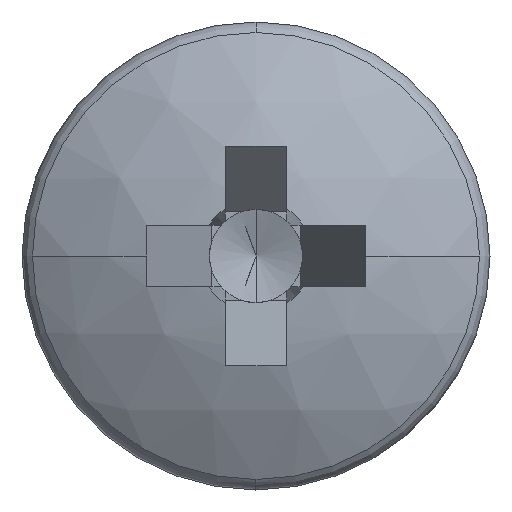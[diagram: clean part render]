
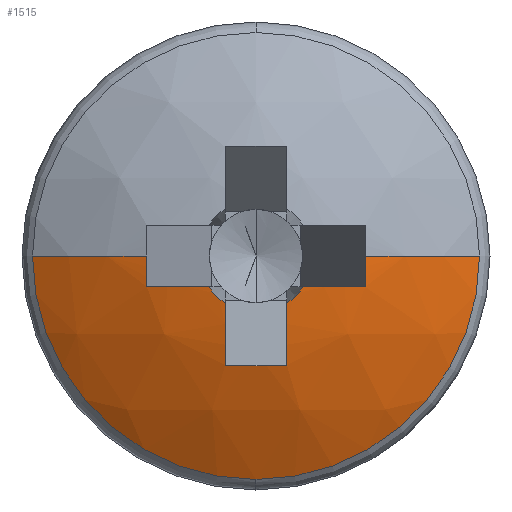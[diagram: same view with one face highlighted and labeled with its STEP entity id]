
A CAD part, left-side view. The second image highlights one B-rep face of the part: STEP entity #1515.
In plain terms, the highlighted spherical face has radius 5 mm.
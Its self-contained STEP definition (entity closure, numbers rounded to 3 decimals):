
#8 = EDGE_CURVE ( 'NONE', #5633, #1557, #8870, .T. ) ;
#130 = CIRCLE ( 'NONE', #8529, 4.903 ) ;
#158 = DIRECTION ( 'NONE',  ( -1., 0., 0. ) ) ;
#168 = ORIENTED_EDGE ( 'NONE', *, *, #2157, .F. ) ;
#224 = CIRCLE ( 'NONE', #2998, 2.674 ) ;
#234 = ORIENTED_EDGE ( 'NONE', *, *, #1917, .T. ) ;
#255 = AXIS2_PLACEMENT_3D ( 'NONE', #2181, #6271, #6234 ) ;
#339 = CARTESIAN_POINT ( 'NONE',  ( 5., 0., 0. ) ) ;
#602 = CIRCLE ( 'NONE', #9421, 4.903 ) ;
#856 = DIRECTION ( 'NONE',  ( 0.446, -0.895, 0. ) ) ;
#909 = AXIS2_PLACEMENT_3D ( 'NONE', #1530, #2345, #7298 ) ;
#939 = ORIENTED_EDGE ( 'NONE', *, *, #1659, .T. ) ;
#1128 = DIRECTION ( 'NONE',  ( 0., 0., -1. ) ) ;
#1164 = CIRCLE ( 'NONE', #4635, 4.986 ) ;
#1291 = CARTESIAN_POINT ( 'NONE',  ( 0.188, -0.37, -1.306 ) ) ;
#1369 = AXIS2_PLACEMENT_3D ( 'NONE', #2551, #3366, #9070 ) ;
#1403 = CARTESIAN_POINT ( 'NONE',  ( 0.775, 0., 0. ) ) ;
#1491 = CARTESIAN_POINT ( 'NONE',  ( 0.775, -2.674, 0. ) ) ;
#1515 = ADVANCED_FACE ( 'NONE', ( #4231 ), #7437, .T. ) ;
#1530 = CARTESIAN_POINT ( 'NONE',  ( 0.046, 0., 0. ) ) ;
#1557 = VERTEX_POINT ( 'NONE', #7124 ) ;
#1640 = CARTESIAN_POINT ( 'NONE',  ( 0.175, 1.313, 0. ) ) ;
#1659 = EDGE_CURVE ( 'NONE', #7291, #7771, #130, .T. ) ;
#1836 = VERTEX_POINT ( 'NONE', #5949 ) ;
#1851 = DIRECTION ( 'NONE',  ( 0., -1., 0. ) ) ;
#1917 = EDGE_CURVE ( 'NONE', #2404, #7945, #2875, .T. ) ;
#2038 = DIRECTION ( 'NONE',  ( 0., 0., 1. ) ) ;
#2157 = EDGE_CURVE ( 'NONE', #4026, #7391, #7619, .T. ) ;
#2165 = CIRCLE ( 'NONE', #9095, 0.675 ) ;
#2181 = CARTESIAN_POINT ( 'NONE',  ( 5., 0., -0.37 ) ) ;
#2184 = ORIENTED_EDGE ( 'NONE', *, *, #8, .T. ) ;
#2226 = VERTEX_POINT ( 'NONE', #6668 ) ;
#2345 = DIRECTION ( 'NONE',  ( -1., 0., 0. ) ) ;
#2389 = CARTESIAN_POINT ( 'NONE',  ( 4.564, -0.875, 0. ) ) ;
#2404 = VERTEX_POINT ( 'NONE', #1491 ) ;
#2531 = VERTEX_POINT ( 'NONE', #7162 ) ;
#2551 = CARTESIAN_POINT ( 'NONE',  ( 0.775, 0., 0. ) ) ;
#2653 = EDGE_CURVE ( 'NONE', #10269, #2531, #224, .T. ) ;
#2850 = AXIS2_PLACEMENT_3D ( 'NONE', #6980, #5228, #2038 ) ;
#2875 = CIRCLE ( 'NONE', #6056, 5. ) ;
#2968 = EDGE_CURVE ( 'NONE', #7047, #2226, #6673, .T. ) ;
#2998 = AXIS2_PLACEMENT_3D ( 'NONE', #1403, #7085, #5335 ) ;
#3046 = EDGE_LOOP ( 'NONE', ( #4357, #4896, #234, #3311, #10305, #6841, #5251, #2184, #8623, #168, #5301, #939, #10400 ) ) ;
#3232 = EDGE_CURVE ( 'NONE', #10269, #7771, #3620, .T. ) ;
#3311 = ORIENTED_EDGE ( 'NONE', *, *, #3639, .T. ) ;
#3331 = CIRCLE ( 'NONE', #255, 4.986 ) ;
#3366 = DIRECTION ( 'NONE',  ( -1., 0., 0. ) ) ;
#3395 = CARTESIAN_POINT ( 'NONE',  ( 0.046, 0.565, -0.37 ) ) ;
#3563 = CARTESIAN_POINT ( 'NONE',  ( 0.046, 0.37, -0.565 ) ) ;
#3585 = DIRECTION ( 'NONE',  ( 0., 0., 1. ) ) ;
#3620 = CIRCLE ( 'NONE', #5882, 5. ) ;
#3639 = EDGE_CURVE ( 'NONE', #7945, #2226, #602, .T. ) ;
#4026 = VERTEX_POINT ( 'NONE', #3395 ) ;
#4127 = DIRECTION ( 'NONE',  ( -0.895, 0.446, 0. ) ) ;
#4231 = FACE_OUTER_BOUND ( 'NONE', #3046, .T. ) ;
#4357 = ORIENTED_EDGE ( 'NONE', *, *, #2653, .T. ) ;
#4385 = DIRECTION ( 'NONE',  ( 0., 1., 0. ) ) ;
#4489 = DIRECTION ( 'NONE',  ( 0., 0., -1. ) ) ;
#4599 = EDGE_CURVE ( 'NONE', #7291, #4026, #3331, .T. ) ;
#4635 = AXIS2_PLACEMENT_3D ( 'NONE', #9961, #1851, #1128 ) ;
#4714 = CIRCLE ( 'NONE', #1369, 2.674 ) ;
#4896 = ORIENTED_EDGE ( 'NONE', *, *, #8638, .T. ) ;
#4941 = DIRECTION ( 'NONE',  ( 0., 0., -1. ) ) ;
#5210 = CARTESIAN_POINT ( 'NONE',  ( 0.188, 1.306, -0.37 ) ) ;
#5228 = DIRECTION ( 'NONE',  ( 0., 1., 0. ) ) ;
#5251 = ORIENTED_EDGE ( 'NONE', *, *, #8009, .F. ) ;
#5301 = ORIENTED_EDGE ( 'NONE', *, *, #4599, .F. ) ;
#5335 = DIRECTION ( 'NONE',  ( 0., 0., 1. ) ) ;
#5633 = VERTEX_POINT ( 'NONE', #1291 ) ;
#5751 = DIRECTION ( 'NONE',  ( 0.895, 0.446, 0. ) ) ;
#5882 = AXIS2_PLACEMENT_3D ( 'NONE', #339, #3585, #9140 ) ;
#5949 = CARTESIAN_POINT ( 'NONE',  ( 0.046, -0.37, -0.565 ) ) ;
#6056 = AXIS2_PLACEMENT_3D ( 'NONE', #6932, #8541, #7704 ) ;
#6234 = DIRECTION ( 'NONE',  ( 0., -1., 0. ) ) ;
#6271 = DIRECTION ( 'NONE',  ( 0., 0., 1. ) ) ;
#6350 = DIRECTION ( 'NONE',  ( 0., -1., 0. ) ) ;
#6472 = CIRCLE ( 'NONE', #2850, 4.986 ) ;
#6668 = CARTESIAN_POINT ( 'NONE',  ( 0.188, -1.306, -0.37 ) ) ;
#6673 = CIRCLE ( 'NONE', #8402, 4.986 ) ;
#6817 = CARTESIAN_POINT ( 'NONE',  ( 4.564, 0., 0.875 ) ) ;
#6841 = ORIENTED_EDGE ( 'NONE', *, *, #6990, .F. ) ;
#6909 = CARTESIAN_POINT ( 'NONE',  ( 0.046, -0.565, -0.37 ) ) ;
#6932 = CARTESIAN_POINT ( 'NONE',  ( 5., 0., 0. ) ) ;
#6980 = CARTESIAN_POINT ( 'NONE',  ( 5., -0.37, 0. ) ) ;
#6990 = EDGE_CURVE ( 'NONE', #1836, #7047, #2165, .T. ) ;
#7047 = VERTEX_POINT ( 'NONE', #6909 ) ;
#7085 = DIRECTION ( 'NONE',  ( -1., 0., 0. ) ) ;
#7124 = CARTESIAN_POINT ( 'NONE',  ( 0.188, 0.37, -1.306 ) ) ;
#7162 = CARTESIAN_POINT ( 'NONE',  ( 0.775, 0., -2.674 ) ) ;
#7291 = VERTEX_POINT ( 'NONE', #5210 ) ;
#7298 = DIRECTION ( 'NONE',  ( 0., 0., -1. ) ) ;
#7391 = VERTEX_POINT ( 'NONE', #3563 ) ;
#7437 = SPHERICAL_SURFACE ( 'NONE', #10059, 5. ) ;
#7502 = CARTESIAN_POINT ( 'NONE',  ( 0.046, 0., 0. ) ) ;
#7619 = CIRCLE ( 'NONE', #909, 0.675 ) ;
#7661 = DIRECTION ( 'NONE',  ( -0.895, 0., -0.446 ) ) ;
#7704 = DIRECTION ( 'NONE',  ( 0., 1., 0. ) ) ;
#7758 = AXIS2_PLACEMENT_3D ( 'NONE', #6817, #10076, #7661 ) ;
#7771 = VERTEX_POINT ( 'NONE', #1640 ) ;
#7945 = VERTEX_POINT ( 'NONE', #8728 ) ;
#8009 = EDGE_CURVE ( 'NONE', #5633, #1836, #6472, .T. ) ;
#8158 = CARTESIAN_POINT ( 'NONE',  ( 4.564, 0.875, 0. ) ) ;
#8402 = AXIS2_PLACEMENT_3D ( 'NONE', #10381, #10457, #6350 ) ;
#8529 = AXIS2_PLACEMENT_3D ( 'NONE', #2389, #8945, #4127 ) ;
#8541 = DIRECTION ( 'NONE',  ( 0., 0., -1. ) ) ;
#8623 = ORIENTED_EDGE ( 'NONE', *, *, #10429, .F. ) ;
#8638 = EDGE_CURVE ( 'NONE', #2531, #2404, #4714, .T. ) ;
#8728 = CARTESIAN_POINT ( 'NONE',  ( 0.175, -1.313, 0. ) ) ;
#8870 = CIRCLE ( 'NONE', #7758, 4.903 ) ;
#8945 = DIRECTION ( 'NONE',  ( 0.446, 0.895, 0. ) ) ;
#9070 = DIRECTION ( 'NONE',  ( 0., 0., 1. ) ) ;
#9095 = AXIS2_PLACEMENT_3D ( 'NONE', #7502, #158, #4941 ) ;
#9140 = DIRECTION ( 'NONE',  ( 1., 0., 0. ) ) ;
#9242 = CARTESIAN_POINT ( 'NONE',  ( 0.775, 2.674, 0. ) ) ;
#9421 = AXIS2_PLACEMENT_3D ( 'NONE', #8158, #856, #5751 ) ;
#9961 = CARTESIAN_POINT ( 'NONE',  ( 5., 0.37, 0. ) ) ;
#10059 = AXIS2_PLACEMENT_3D ( 'NONE', #10217, #4489, #4385 ) ;
#10076 = DIRECTION ( 'NONE',  ( 0.446, 0., -0.895 ) ) ;
#10217 = CARTESIAN_POINT ( 'NONE',  ( 5., 0., 0. ) ) ;
#10269 = VERTEX_POINT ( 'NONE', #9242 ) ;
#10305 = ORIENTED_EDGE ( 'NONE', *, *, #2968, .F. ) ;
#10381 = CARTESIAN_POINT ( 'NONE',  ( 5., 0., -0.37 ) ) ;
#10400 = ORIENTED_EDGE ( 'NONE', *, *, #3232, .F. ) ;
#10429 = EDGE_CURVE ( 'NONE', #7391, #1557, #1164, .T. ) ;
#10457 = DIRECTION ( 'NONE',  ( 0., 0., 1. ) ) ;
